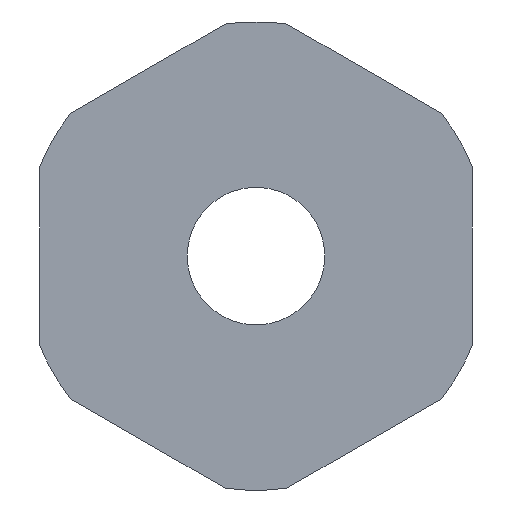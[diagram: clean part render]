
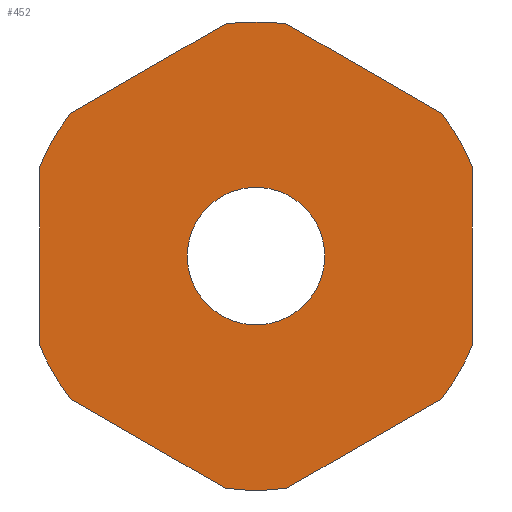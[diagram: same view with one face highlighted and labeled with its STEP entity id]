
A CAD part, left-side view. The second image highlights one B-rep face of the part: STEP entity #452.
In plain terms, the highlighted planar face has unit normal (-1, 0, 0).
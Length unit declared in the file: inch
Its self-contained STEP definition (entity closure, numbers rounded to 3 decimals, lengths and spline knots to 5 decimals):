
#6 = DIRECTION ( 'NONE',  ( 0., 0., -1. ) ) ;
#13 = DIRECTION ( 'NONE',  ( 0., 0., -1. ) ) ;
#18 = DIRECTION ( 'NONE',  ( 0., 0., -1. ) ) ;
#28 = DIRECTION ( 'NONE',  ( 1., 0., 0. ) ) ;
#30 = AXIS2_PLACEMENT_3D ( 'NONE', #370, #142, #48 ) ;
#31 = CIRCLE ( 'NONE', #30, 0.27047 ) ;
#41 = ORIENTED_EDGE ( 'NONE', *, *, #575, .F. ) ;
#48 = DIRECTION ( 'NONE',  ( 0., 0., -1. ) ) ;
#53 = EDGE_LOOP ( 'NONE', ( #408, #374 ) ) ;
#64 = ORIENTED_EDGE ( 'NONE', *, *, #117, .F. ) ;
#69 = DIRECTION ( 'NONE',  ( 1., 0., 0. ) ) ;
#71 = VECTOR ( 'NONE', #391, 39.37008 ) ;
#72 = AXIS2_PLACEMENT_3D ( 'NONE', #429, #197, #199 ) ;
#88 = ORIENTED_EDGE ( 'NONE', *, *, #433, .F. ) ;
#93 = ORIENTED_EDGE ( 'NONE', *, *, #471, .F. ) ;
#96 = ORIENTED_EDGE ( 'NONE', *, *, #365, .F. ) ;
#103 = AXIS2_PLACEMENT_3D ( 'NONE', #387, #108, #13 ) ;
#104 = CARTESIAN_POINT ( 'NONE',  ( -18., -0.25, -0.10322 ) ) ;
#107 = EDGE_LOOP ( 'NONE', ( #113, #96, #428, #88, #466, #93, #412, #64, #140, #501, #235, #41, #366 ) ) ;
#108 = DIRECTION ( 'NONE',  ( 1., 0., 0. ) ) ;
#110 = AXIS2_PLACEMENT_3D ( 'NONE', #347, #28, #451 ) ;
#111 = AXIS2_PLACEMENT_3D ( 'NONE', #564, #340, #525 ) ;
#112 = DIRECTION ( 'NONE',  ( 0., 0., -1. ) ) ;
#113 = ORIENTED_EDGE ( 'NONE', *, *, #285, .F. ) ;
#116 = CARTESIAN_POINT ( 'NONE',  ( -18., 0., 0. ) ) ;
#117 = EDGE_CURVE ( 'NONE', #320, #329, #454, .T. ) ;
#118 = EDGE_CURVE ( 'NONE', #215, #442, #440, .T. ) ;
#120 = AXIS2_PLACEMENT_3D ( 'NONE', #116, #157, #18 ) ;
#127 = DIRECTION ( 'NONE',  ( 0., 0., 1. ) ) ;
#129 = DIRECTION ( 'NONE',  ( 0., 0.866, -0.5 ) ) ;
#132 = CARTESIAN_POINT ( 'NONE',  ( -18., 0., 0. ) ) ;
#136 = VERTEX_POINT ( 'NONE', #354 ) ;
#140 = ORIENTED_EDGE ( 'NONE', *, *, #312, .F. ) ;
#142 = DIRECTION ( 'NONE',  ( 1., 0., 0. ) ) ;
#153 = CARTESIAN_POINT ( 'NONE',  ( -18., -0.25, 0. ) ) ;
#156 = CIRCLE ( 'NONE', #120, 0.27047 ) ;
#157 = DIRECTION ( 'NONE',  ( 1., 0., 0. ) ) ;
#158 = EDGE_CURVE ( 'NONE', #337, #563, #210, .T. ) ;
#159 = CARTESIAN_POINT ( 'NONE',  ( -18., -0.0356, 0.26812 ) ) ;
#167 = DIRECTION ( 'NONE',  ( 1., 0., 0. ) ) ;
#181 = CARTESIAN_POINT ( 'NONE',  ( -18., 0., 0. ) ) ;
#189 = VERTEX_POINT ( 'NONE', #307 ) ;
#197 = DIRECTION ( 'NONE',  ( 1., 0., 0. ) ) ;
#199 = DIRECTION ( 'NONE',  ( 0., 0., -1. ) ) ;
#200 = EDGE_CURVE ( 'NONE', #189, #457, #500, .T. ) ;
#203 = AXIS2_PLACEMENT_3D ( 'NONE', #132, #167, #217 ) ;
#207 = DIRECTION ( 'NONE',  ( 0., 0., -1. ) ) ;
#210 = LINE ( 'NONE', #258, #71 ) ;
#214 = CARTESIAN_POINT ( 'NONE',  ( -18., -0.125, -0.21651 ) ) ;
#215 = VERTEX_POINT ( 'NONE', #321 ) ;
#217 = DIRECTION ( 'NONE',  ( 0., 0., -1. ) ) ;
#231 = VERTEX_POINT ( 'NONE', #458 ) ;
#235 = ORIENTED_EDGE ( 'NONE', *, *, #344, .F. ) ;
#246 = VECTOR ( 'NONE', #129, 39.37008 ) ;
#249 = VERTEX_POINT ( 'NONE', #594 ) ;
#250 = CARTESIAN_POINT ( 'NONE',  ( -18., -0.2144, 0.16489 ) ) ;
#252 = DIRECTION ( 'NONE',  ( 0., 0., -1. ) ) ;
#254 = AXIS2_PLACEMENT_3D ( 'NONE', #477, #69, #252 ) ;
#258 = CARTESIAN_POINT ( 'NONE',  ( -18., 0.125, 0.21651 ) ) ;
#270 = EDGE_CURVE ( 'NONE', #442, #215, #589, .T. ) ;
#273 = VERTEX_POINT ( 'NONE', #104 ) ;
#283 = VECTOR ( 'NONE', #127, 39.37008 ) ;
#284 = LINE ( 'NONE', #467, #529 ) ;
#285 = EDGE_CURVE ( 'NONE', #249, #323, #284, .T. ) ;
#288 = CARTESIAN_POINT ( 'NONE',  ( -18., -0.25, 0.10322 ) ) ;
#294 = CARTESIAN_POINT ( 'NONE',  ( -18., -0.0356, -0.26812 ) ) ;
#296 = PLANE ( 'NONE',  #541 ) ;
#303 = CARTESIAN_POINT ( 'NONE',  ( -18., 0.25, 0. ) ) ;
#307 = CARTESIAN_POINT ( 'NONE',  ( -18., -0.2144, -0.16489 ) ) ;
#312 = EDGE_CURVE ( 'NONE', #563, #320, #31, .T. ) ;
#320 = VERTEX_POINT ( 'NONE', #385 ) ;
#321 = CARTESIAN_POINT ( 'NONE',  ( -18., 0., 0.0795 ) ) ;
#323 = VERTEX_POINT ( 'NONE', #561 ) ;
#327 = AXIS2_PLACEMENT_3D ( 'NONE', #181, #510, #6 ) ;
#328 = CIRCLE ( 'NONE', #103, 0.27047 ) ;
#329 = VERTEX_POINT ( 'NONE', #159 ) ;
#334 = DIRECTION ( 'NONE',  ( 0., -0.866, -0.5 ) ) ;
#336 = VECTOR ( 'NONE', #334, 39.37008 ) ;
#337 = VERTEX_POINT ( 'NONE', #516 ) ;
#340 = DIRECTION ( 'NONE',  ( 1., 0., 0. ) ) ;
#343 = FACE_OUTER_BOUND ( 'NONE', #107, .T. ) ;
#344 = EDGE_CURVE ( 'NONE', #136, #337, #345, .T. ) ;
#345 = CIRCLE ( 'NONE', #111, 0.27047 ) ;
#347 = CARTESIAN_POINT ( 'NONE',  ( -18., 0., 0. ) ) ;
#354 = CARTESIAN_POINT ( 'NONE',  ( -18., 0.25, 0.10322 ) ) ;
#365 = EDGE_CURVE ( 'NONE', #457, #249, #156, .T. ) ;
#366 = ORIENTED_EDGE ( 'NONE', *, *, #415, .F. ) ;
#369 = VERTEX_POINT ( 'NONE', #288 ) ;
#370 = CARTESIAN_POINT ( 'NONE',  ( -18., 0., 0. ) ) ;
#374 = ORIENTED_EDGE ( 'NONE', *, *, #270, .T. ) ;
#380 = CARTESIAN_POINT ( 'NONE',  ( -18., 0., -0.0795 ) ) ;
#385 = CARTESIAN_POINT ( 'NONE',  ( -18., 0., 0.27047 ) ) ;
#386 = EDGE_CURVE ( 'NONE', #329, #468, #425, .T. ) ;
#387 = CARTESIAN_POINT ( 'NONE',  ( -18., 0., 0. ) ) ;
#391 = DIRECTION ( 'NONE',  ( 0., -0.866, 0.5 ) ) ;
#405 = EDGE_CURVE ( 'NONE', #369, #273, #522, .T. ) ;
#408 = ORIENTED_EDGE ( 'NONE', *, *, #118, .T. ) ;
#412 = ORIENTED_EDGE ( 'NONE', *, *, #386, .F. ) ;
#414 = DIRECTION ( 'NONE',  ( 0., 0.866, 0.5 ) ) ;
#415 = EDGE_CURVE ( 'NONE', #323, #231, #328, .T. ) ;
#425 = LINE ( 'NONE', #427, #336 ) ;
#427 = CARTESIAN_POINT ( 'NONE',  ( -18., -0.125, 0.21651 ) ) ;
#428 = ORIENTED_EDGE ( 'NONE', *, *, #200, .F. ) ;
#429 = CARTESIAN_POINT ( 'NONE',  ( -18., 0., 0. ) ) ;
#433 = EDGE_CURVE ( 'NONE', #273, #189, #465, .T. ) ;
#440 = CIRCLE ( 'NONE', #203, 0.0795 ) ;
#441 = CIRCLE ( 'NONE', #254, 0.27047 ) ;
#442 = VERTEX_POINT ( 'NONE', #380 ) ;
#451 = DIRECTION ( 'NONE',  ( 0., 0., -1. ) ) ;
#452 = ADVANCED_FACE ( 'NONE', ( #469, #343 ), #296, .F. ) ;
#454 = CIRCLE ( 'NONE', #110, 0.27047 ) ;
#457 = VERTEX_POINT ( 'NONE', #294 ) ;
#458 = CARTESIAN_POINT ( 'NONE',  ( -18., 0.25, -0.10322 ) ) ;
#465 = CIRCLE ( 'NONE', #72, 0.27047 ) ;
#466 = ORIENTED_EDGE ( 'NONE', *, *, #405, .F. ) ;
#467 = CARTESIAN_POINT ( 'NONE',  ( -18., 0.125, -0.21651 ) ) ;
#468 = VERTEX_POINT ( 'NONE', #250 ) ;
#469 = FACE_BOUND ( 'NONE', #53, .T. ) ;
#471 = EDGE_CURVE ( 'NONE', #468, #369, #441, .T. ) ;
#477 = CARTESIAN_POINT ( 'NONE',  ( -18., 0., 0. ) ) ;
#492 = VECTOR ( 'NONE', #207, 39.37008 ) ;
#500 = LINE ( 'NONE', #214, #246 ) ;
#501 = ORIENTED_EDGE ( 'NONE', *, *, #158, .F. ) ;
#510 = DIRECTION ( 'NONE',  ( 1., 0., 0. ) ) ;
#516 = CARTESIAN_POINT ( 'NONE',  ( -18., 0.2144, 0.16489 ) ) ;
#518 = CARTESIAN_POINT ( 'NONE',  ( -18., 0., 0. ) ) ;
#522 = LINE ( 'NONE', #153, #492 ) ;
#525 = DIRECTION ( 'NONE',  ( 0., 0., -1. ) ) ;
#527 = DIRECTION ( 'NONE',  ( 1., 0., 0. ) ) ;
#529 = VECTOR ( 'NONE', #414, 39.37008 ) ;
#533 = CARTESIAN_POINT ( 'NONE',  ( -18., 0.0356, 0.26812 ) ) ;
#537 = LINE ( 'NONE', #303, #283 ) ;
#541 = AXIS2_PLACEMENT_3D ( 'NONE', #518, #527, #112 ) ;
#561 = CARTESIAN_POINT ( 'NONE',  ( -18., 0.2144, -0.16489 ) ) ;
#563 = VERTEX_POINT ( 'NONE', #533 ) ;
#564 = CARTESIAN_POINT ( 'NONE',  ( -18., 0., 0. ) ) ;
#575 = EDGE_CURVE ( 'NONE', #231, #136, #537, .T. ) ;
#589 = CIRCLE ( 'NONE', #327, 0.0795 ) ;
#594 = CARTESIAN_POINT ( 'NONE',  ( -18., 0.0356, -0.26812 ) ) ;
